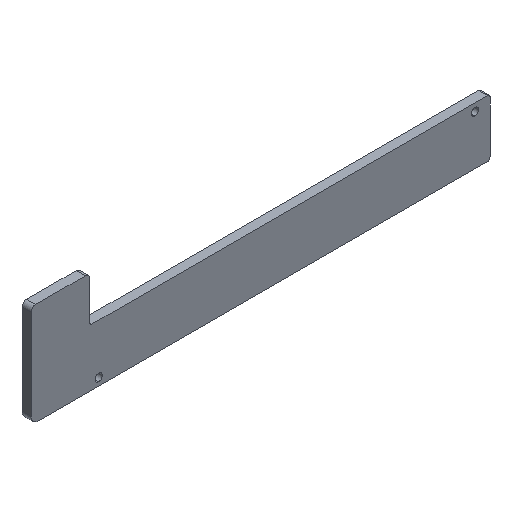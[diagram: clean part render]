
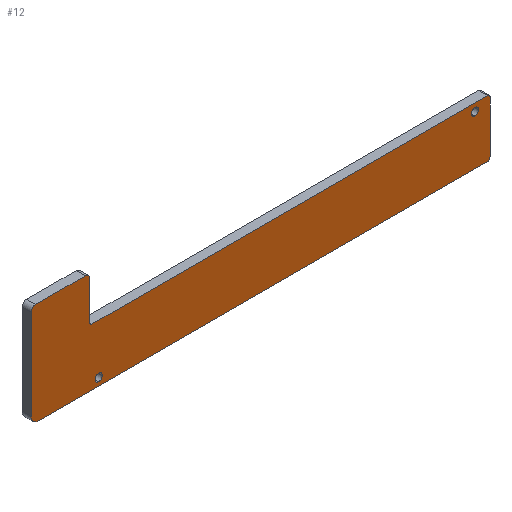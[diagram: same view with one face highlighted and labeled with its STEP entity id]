
A CAD part, isometric view. The second image highlights one B-rep face of the part: STEP entity #12.
In plain terms, the highlighted planar face has unit normal (0, -1, 0).
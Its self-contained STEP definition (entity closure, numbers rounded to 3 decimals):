
#5 = CARTESIAN_POINT ( 'NONE',  ( 19.75, 0., -114. ) ) ;
#6 = DIRECTION ( 'NONE',  ( 1., 0., 0. ) ) ;
#7 = EDGE_CURVE ( 'NONE', #421, #276, #42, .T. ) ;
#12 = ADVANCED_FACE ( 'NONE', ( #265, #510, #328 ), #467, .F. ) ;
#16 = AXIS2_PLACEMENT_3D ( 'NONE', #491, #586, #143 ) ;
#20 = EDGE_LOOP ( 'NONE', ( #487, #162, #424, #400, #33, #329, #463, #605, #40, #479, #173, #429 ) ) ;
#22 = EDGE_CURVE ( 'NONE', #431, #47, #428, .T. ) ;
#23 = CARTESIAN_POINT ( 'NONE',  ( 147., 0., -115.3 ) ) ;
#33 = ORIENTED_EDGE ( 'NONE', *, *, #138, .F. ) ;
#36 = EDGE_CURVE ( 'NONE', #308, #418, #340, .T. ) ;
#40 = ORIENTED_EDGE ( 'NONE', *, *, #159, .F. ) ;
#42 = CIRCLE ( 'NONE', #619, 2.5 ) ;
#45 = ORIENTED_EDGE ( 'NONE', *, *, #22, .T. ) ;
#47 = VERTEX_POINT ( 'NONE', #472 ) ;
#54 = CARTESIAN_POINT ( 'NONE',  ( 152., 0., -114. ) ) ;
#75 = AXIS2_PLACEMENT_3D ( 'NONE', #222, #85, #320 ) ;
#77 = EDGE_CURVE ( 'NONE', #503, #421, #612, .T. ) ;
#79 = DIRECTION ( 'NONE',  ( 0., 0., 1. ) ) ;
#85 = DIRECTION ( 'NONE',  ( 0., 1., 0. ) ) ;
#86 = EDGE_LOOP ( 'NONE', ( #45, #515 ) ) ;
#93 = DIRECTION ( 'NONE',  ( 0., -1., 0. ) ) ;
#99 = CARTESIAN_POINT ( 'NONE',  ( 152., 0., -132. ) ) ;
#100 = LINE ( 'NONE', #54, #174 ) ;
#103 = VECTOR ( 'NONE', #516, 1000. ) ;
#110 = CARTESIAN_POINT ( 'NONE',  ( 17.5, 0., -99. ) ) ;
#112 = DIRECTION ( 'NONE',  ( 1., 0., 0. ) ) ;
#124 = EDGE_CURVE ( 'NONE', #418, #308, #599, .T. ) ;
#125 = DIRECTION ( 'NONE',  ( 0., 1., 0. ) ) ;
#127 = DIRECTION ( 'NONE',  ( 0., 1., 0. ) ) ;
#129 = VECTOR ( 'NONE', #341, 1000. ) ;
#130 = DIRECTION ( 'NONE',  ( 0., 0., 1. ) ) ;
#132 = VERTEX_POINT ( 'NONE', #219 ) ;
#138 = EDGE_CURVE ( 'NONE', #185, #132, #609, .T. ) ;
#143 = DIRECTION ( 'NONE',  ( 0., 0., 1. ) ) ;
#150 = DIRECTION ( 'NONE',  ( 0., -1., 0. ) ) ;
#159 = EDGE_CURVE ( 'NONE', #276, #388, #294, .T. ) ;
#161 = VECTOR ( 'NONE', #112, 1000. ) ;
#162 = ORIENTED_EDGE ( 'NONE', *, *, #481, .T. ) ;
#172 = CARTESIAN_POINT ( 'NONE',  ( 147., 0., -116.5 ) ) ;
#173 = ORIENTED_EDGE ( 'NONE', *, *, #77, .F. ) ;
#174 = VECTOR ( 'NONE', #6, 1000. ) ;
#180 = AXIS2_PLACEMENT_3D ( 'NONE', #172, #125, #79 ) ;
#182 = DIRECTION ( 'NONE',  ( 0., 1., 0. ) ) ;
#185 = VERTEX_POINT ( 'NONE', #284 ) ;
#186 = EDGE_CURVE ( 'NONE', #185, #519, #587, .T. ) ;
#187 = CARTESIAN_POINT ( 'NONE',  ( 19., 0., -114. ) ) ;
#190 = DIRECTION ( 'NONE',  ( 0., 0., 1. ) ) ;
#192 = DIRECTION ( 'NONE',  ( 0., 1., 0. ) ) ;
#196 = AXIS2_PLACEMENT_3D ( 'NONE', #389, #150, #267 ) ;
#197 = CARTESIAN_POINT ( 'NONE',  ( -0.5, 0., -130.5 ) ) ;
#210 = VERTEX_POINT ( 'NONE', #488 ) ;
#212 = EDGE_CURVE ( 'NONE', #501, #132, #379, .T. ) ;
#219 = CARTESIAN_POINT ( 'NONE',  ( 19., 0., -113.25 ) ) ;
#221 = CIRCLE ( 'NONE', #470, 1. ) ;
#222 = CARTESIAN_POINT ( 'NONE',  ( 22., 0., -130.5 ) ) ;
#236 = CARTESIAN_POINT ( 'NONE',  ( 147., 0., -117.7 ) ) ;
#239 = AXIS2_PLACEMENT_3D ( 'NONE', #484, #93, #490 ) ;
#254 = CIRCLE ( 'NONE', #610, 1.2 ) ;
#265 = FACE_OUTER_BOUND ( 'NONE', #20, .T. ) ;
#267 = DIRECTION ( 'NONE',  ( 0., 0., 1. ) ) ;
#274 = CIRCLE ( 'NONE', #196, 1.5 ) ;
#276 = VERTEX_POINT ( 'NONE', #197 ) ;
#283 = CIRCLE ( 'NONE', #16, 0.75 ) ;
#284 = CARTESIAN_POINT ( 'NONE',  ( 19., 0., -100.5 ) ) ;
#288 = EDGE_CURVE ( 'NONE', #210, #519, #604, .T. ) ;
#289 = AXIS2_PLACEMENT_3D ( 'NONE', #565, #513, #417 ) ;
#293 = CARTESIAN_POINT ( 'NONE',  ( 151., 0., -132. ) ) ;
#294 = LINE ( 'NONE', #377, #425 ) ;
#308 = VERTEX_POINT ( 'NONE', #23 ) ;
#315 = VERTEX_POINT ( 'NONE', #548 ) ;
#320 = DIRECTION ( 'NONE',  ( 0., 0., 1. ) ) ;
#325 = CARTESIAN_POINT ( 'NONE',  ( 151., 0., -133. ) ) ;
#328 = FACE_BOUND ( 'NONE', #86, .T. ) ;
#329 = ORIENTED_EDGE ( 'NONE', *, *, #186, .T. ) ;
#337 = CARTESIAN_POINT ( 'NONE',  ( 22., 0., -131.7 ) ) ;
#339 = DIRECTION ( 'NONE',  ( 0., 1., 0. ) ) ;
#340 = CIRCLE ( 'NONE', #289, 1.2 ) ;
#341 = DIRECTION ( 'NONE',  ( 0., 0., -1. ) ) ;
#342 = CARTESIAN_POINT ( 'NONE',  ( 151.25, 0., -114. ) ) ;
#344 = AXIS2_PLACEMENT_3D ( 'NONE', #561, #127, #130 ) ;
#350 = AXIS2_PLACEMENT_3D ( 'NONE', #576, #581, #480 ) ;
#369 = CARTESIAN_POINT ( 'NONE',  ( 2., 0., -130.5 ) ) ;
#376 = ORIENTED_EDGE ( 'NONE', *, *, #36, .T. ) ;
#377 = CARTESIAN_POINT ( 'NONE',  ( -0.5, 0., -99. ) ) ;
#379 = CIRCLE ( 'NONE', #350, 0.75 ) ;
#382 = LINE ( 'NONE', #399, #616 ) ;
#383 = DIRECTION ( 'NONE',  ( 0., 0., 1. ) ) ;
#388 = VERTEX_POINT ( 'NONE', #593 ) ;
#389 = CARTESIAN_POINT ( 'NONE',  ( 1., 0., -100.5 ) ) ;
#399 = CARTESIAN_POINT ( 'NONE',  ( 152., 0., -132. ) ) ;
#400 = ORIENTED_EDGE ( 'NONE', *, *, #212, .T. ) ;
#415 = ORIENTED_EDGE ( 'NONE', *, *, #124, .T. ) ;
#417 = DIRECTION ( 'NONE',  ( 0., 0., 1. ) ) ;
#418 = VERTEX_POINT ( 'NONE', #236 ) ;
#421 = VERTEX_POINT ( 'NONE', #538 ) ;
#424 = ORIENTED_EDGE ( 'NONE', *, *, #450, .F. ) ;
#425 = VECTOR ( 'NONE', #190, 1000. ) ;
#428 = CIRCLE ( 'NONE', #75, 1.2 ) ;
#429 = ORIENTED_EDGE ( 'NONE', *, *, #440, .F. ) ;
#431 = VERTEX_POINT ( 'NONE', #337 ) ;
#440 = EDGE_CURVE ( 'NONE', #547, #503, #221, .T. ) ;
#446 = CARTESIAN_POINT ( 'NONE',  ( 22., 0., -130.5 ) ) ;
#450 = EDGE_CURVE ( 'NONE', #501, #475, #100, .T. ) ;
#458 = CARTESIAN_POINT ( 'NONE',  ( 19., 0., -99. ) ) ;
#460 = EDGE_CURVE ( 'NONE', #210, #388, #274, .T. ) ;
#463 = ORIENTED_EDGE ( 'NONE', *, *, #288, .F. ) ;
#467 = PLANE ( 'NONE',  #344 ) ;
#470 = AXIS2_PLACEMENT_3D ( 'NONE', #293, #192, #383 ) ;
#472 = CARTESIAN_POINT ( 'NONE',  ( 22., 0., -129.3 ) ) ;
#475 = VERTEX_POINT ( 'NONE', #342 ) ;
#479 = ORIENTED_EDGE ( 'NONE', *, *, #7, .F. ) ;
#480 = DIRECTION ( 'NONE',  ( 0., 0., 1. ) ) ;
#481 = EDGE_CURVE ( 'NONE', #315, #475, #283, .T. ) ;
#484 = CARTESIAN_POINT ( 'NONE',  ( 17.5, 0., -100.5 ) ) ;
#487 = ORIENTED_EDGE ( 'NONE', *, *, #608, .F. ) ;
#488 = CARTESIAN_POINT ( 'NONE',  ( 1., 0., -99. ) ) ;
#490 = DIRECTION ( 'NONE',  ( 0., 0., 1. ) ) ;
#491 = CARTESIAN_POINT ( 'NONE',  ( 151.25, 0., -114.75 ) ) ;
#501 = VERTEX_POINT ( 'NONE', #5 ) ;
#503 = VERTEX_POINT ( 'NONE', #534 ) ;
#504 = EDGE_CURVE ( 'NONE', #47, #431, #254, .T. ) ;
#510 = FACE_BOUND ( 'NONE', #598, .T. ) ;
#513 = DIRECTION ( 'NONE',  ( 0., 1., 0. ) ) ;
#515 = ORIENTED_EDGE ( 'NONE', *, *, #504, .T. ) ;
#516 = DIRECTION ( 'NONE',  ( -1., 0., 0. ) ) ;
#519 = VERTEX_POINT ( 'NONE', #110 ) ;
#521 = DIRECTION ( 'NONE',  ( 0., 0., 1. ) ) ;
#534 = CARTESIAN_POINT ( 'NONE',  ( 151., 0., -133. ) ) ;
#538 = CARTESIAN_POINT ( 'NONE',  ( 2., 0., -133. ) ) ;
#540 = DIRECTION ( 'NONE',  ( 0., 0., 1. ) ) ;
#547 = VERTEX_POINT ( 'NONE', #99 ) ;
#548 = CARTESIAN_POINT ( 'NONE',  ( 152., 0., -114.75 ) ) ;
#553 = DIRECTION ( 'NONE',  ( 0., 0., -1. ) ) ;
#561 = CARTESIAN_POINT ( 'NONE',  ( 2., 0., -130.5 ) ) ;
#565 = CARTESIAN_POINT ( 'NONE',  ( 147., 0., -116.5 ) ) ;
#576 = CARTESIAN_POINT ( 'NONE',  ( 19.75, 0., -113.25 ) ) ;
#581 = DIRECTION ( 'NONE',  ( 0., 1., 0. ) ) ;
#586 = DIRECTION ( 'NONE',  ( 0., -1., 0. ) ) ;
#587 = CIRCLE ( 'NONE', #239, 1.5 ) ;
#593 = CARTESIAN_POINT ( 'NONE',  ( -0.5, 0., -100.5 ) ) ;
#598 = EDGE_LOOP ( 'NONE', ( #415, #376 ) ) ;
#599 = CIRCLE ( 'NONE', #180, 1.2 ) ;
#604 = LINE ( 'NONE', #458, #161 ) ;
#605 = ORIENTED_EDGE ( 'NONE', *, *, #460, .T. ) ;
#608 = EDGE_CURVE ( 'NONE', #315, #547, #382, .T. ) ;
#609 = LINE ( 'NONE', #187, #129 ) ;
#610 = AXIS2_PLACEMENT_3D ( 'NONE', #446, #339, #540 ) ;
#612 = LINE ( 'NONE', #325, #103 ) ;
#616 = VECTOR ( 'NONE', #553, 1000. ) ;
#619 = AXIS2_PLACEMENT_3D ( 'NONE', #369, #182, #521 ) ;
